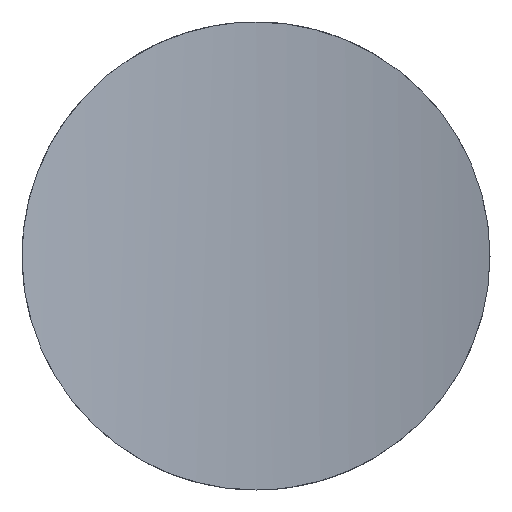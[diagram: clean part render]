
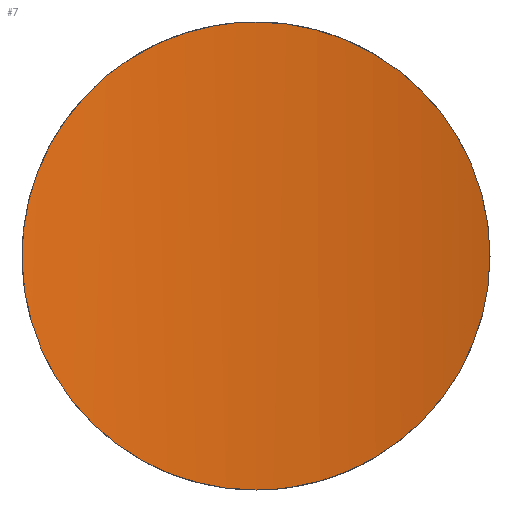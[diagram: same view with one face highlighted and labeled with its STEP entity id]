
A CAD part, front view. The second image highlights one B-rep face of the part: STEP entity #7.
In plain terms, the highlighted cylindrical face has radius 17.462 mm (diameter 34.925 mm), a partial arc.
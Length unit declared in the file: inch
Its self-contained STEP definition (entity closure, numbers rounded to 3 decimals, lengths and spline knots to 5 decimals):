
#7 = ADVANCED_FACE ( 'NONE', ( #39 ), #62, .F. ) ;
#39 = FACE_OUTER_BOUND ( 'NONE', #407, .T. ) ;
#62 = CYLINDRICAL_SURFACE ( 'NONE', #87, 0.6875 ) ;
#78 = CARTESIAN_POINT ( 'NONE',  ( 0.04885, 0.09787, -0.18144 ) ) ;
#79 = CARTESIAN_POINT ( 'NONE',  ( 0., 0.0995, -0.1875 ) ) ;
#80 = CARTESIAN_POINT ( 'NONE',  ( 0.01245, 0.0995, -0.1875 ) ) ;
#81 = CARTESIAN_POINT ( 'NONE',  ( 0.02471, 0.09916, -0.18627 ) ) ;
#82 = CARTESIAN_POINT ( 'NONE',  ( 0.06081, 0.0969, -0.17779 ) ) ;
#87 = AXIS2_PLACEMENT_3D ( 'NONE', #473, #474, #472 ) ;
#97 = EDGE_CURVE ( 'NONE', #379, #372, #324, .T. ) ;
#106 = EDGE_CURVE ( 'NONE', #372, #379, #140, .T. ) ;
#140 = B_SPLINE_CURVE_WITH_KNOTS ( 'NONE', 3,
 ( #297, #246, #247, #248, #249, #250, #251, #252, #253, #254, #255, #256, #257, #258, #259, #260, #261, #262, #263, #264, #265, #266, #267, #268, #269, #270, #271, #272, #273, #274, #275, #276, #277, #278, #279, #280, #281, #282 ),
 .UNSPECIFIED., .F., .F.,
 ( 4, 2, 2, 2, 2, 2, 2, 2, 2, 2, 2, 2, 2, 2, 2, 2, 2, 2, 4 ),
 ( 0., 0.00094, 0.00187, 0.00281, 0.00374, 0.00468, 0.00561, 0.00608, 0.00655, 0.00748, 0.00842, 0.00935, 0.01029, 0.01122, 0.01216, 0.01309, 0.01403, 0.01449, 0.01496 ),
 .UNSPECIFIED. ) ;
#176 = CARTESIAN_POINT ( 'NONE',  ( 0.06061, 0.09692, 0.17785 ) ) ;
#178 = CARTESIAN_POINT ( 'NONE',  ( 0.1145, 0.08998, 0.14898 ) ) ;
#181 = CARTESIAN_POINT ( 'NONE',  ( 0.04889, 0.09787, 0.18144 ) ) ;
#182 = CARTESIAN_POINT ( 'NONE',  ( 0.08321, 0.09454, 0.16847 ) ) ;
#184 = CARTESIAN_POINT ( 'NONE',  ( 0.09418, 0.0931, 0.16259 ) ) ;
#189 = CARTESIAN_POINT ( 'NONE',  ( 0.02454, 0.09917, 0.1863 ) ) ;
#197 = CARTESIAN_POINT ( 'NONE',  ( 0., 0.0995, 0.1875 ) ) ;
#198 = CARTESIAN_POINT ( 'NONE',  ( 0.01227, 0.0995, 0.1875 ) ) ;
#246 = CARTESIAN_POINT ( 'NONE',  ( -0.01245, 0.0995, -0.1875 ) ) ;
#247 = CARTESIAN_POINT ( 'NONE',  ( -0.02468, 0.09916, -0.18627 ) ) ;
#248 = CARTESIAN_POINT ( 'NONE',  ( -0.04873, 0.09788, -0.18147 ) ) ;
#249 = CARTESIAN_POINT ( 'NONE',  ( -0.06067, 0.09691, -0.17784 ) ) ;
#250 = CARTESIAN_POINT ( 'NONE',  ( -0.08336, 0.09452, -0.1684 ) ) ;
#251 = CARTESIAN_POINT ( 'NONE',  ( -0.09411, 0.09311, -0.16263 ) ) ;
#252 = CARTESIAN_POINT ( 'NONE',  ( -0.11444, 0.08999, -0.14902 ) ) ;
#253 = CARTESIAN_POINT ( 'NONE',  ( -0.12403, 0.08828, -0.14115 ) ) ;
#254 = CARTESIAN_POINT ( 'NONE',  ( -0.14123, 0.0849, -0.12393 ) ) ;
#255 = CARTESIAN_POINT ( 'NONE',  ( -0.14897, 0.0832, -0.11453 ) ) ;
#256 = CARTESIAN_POINT ( 'NONE',  ( -0.16267, 0.08001, -0.09405 ) ) ;
#257 = CARTESIAN_POINT ( 'NONE',  ( -0.16846, 0.07856, -0.08323 ) ) ;
#258 = CARTESIAN_POINT ( 'NONE',  ( -0.17548, 0.07673, -0.06633 ) ) ;
#259 = CARTESIAN_POINT ( 'NONE',  ( -0.17755, 0.07618, -0.06057 ) ) ;
#260 = CARTESIAN_POINT ( 'NONE',  ( -0.18114, 0.07521, -0.0488 ) ) ;
#261 = CARTESIAN_POINT ( 'NONE',  ( -0.18266, 0.07479, -0.04276 ) ) ;
#262 = CARTESIAN_POINT ( 'NONE',  ( -0.18629, 0.07378, -0.02458 ) ) ;
#263 = CARTESIAN_POINT ( 'NONE',  ( -0.18749, 0.07344, -0.01238 ) ) ;
#264 = CARTESIAN_POINT ( 'NONE',  ( -0.18751, 0.07344, 0.01221 ) ) ;
#265 = CARTESIAN_POINT ( 'NONE',  ( -0.18627, 0.07379, 0.02471 ) ) ;
#266 = CARTESIAN_POINT ( 'NONE',  ( -0.18145, 0.07513, 0.0488 ) ) ;
#267 = CARTESIAN_POINT ( 'NONE',  ( -0.17789, 0.0761, 0.06052 ) ) ;
#268 = CARTESIAN_POINT ( 'NONE',  ( -0.16843, 0.07857, 0.0833 ) ) ;
#269 = CARTESIAN_POINT ( 'NONE',  ( -0.16259, 0.08003, 0.09417 ) ) ;
#270 = CARTESIAN_POINT ( 'NONE',  ( -0.14904, 0.08319, 0.11442 ) ) ;
#271 = CARTESIAN_POINT ( 'NONE',  ( -0.14122, 0.0849, 0.12395 ) ) ;
#272 = CARTESIAN_POINT ( 'NONE',  ( -0.12387, 0.08831, 0.14129 ) ) ;
#273 = CARTESIAN_POINT ( 'NONE',  ( -0.11447, 0.08998, 0.149 ) ) ;
#274 = CARTESIAN_POINT ( 'NONE',  ( -0.0942, 0.09309, 0.16258 ) ) ;
#275 = CARTESIAN_POINT ( 'NONE',  ( -0.08322, 0.09454, 0.16847 ) ) ;
#276 = CARTESIAN_POINT ( 'NONE',  ( -0.06059, 0.09692, 0.17786 ) ) ;
#277 = CARTESIAN_POINT ( 'NONE',  ( -0.0489, 0.09787, 0.18143 ) ) ;
#278 = CARTESIAN_POINT ( 'NONE',  ( -0.03077, 0.09884, 0.18506 ) ) ;
#279 = CARTESIAN_POINT ( 'NONE',  ( -0.02459, 0.09909, 0.18598 ) ) ;
#280 = CARTESIAN_POINT ( 'NONE',  ( -0.01228, 0.09942, 0.1872 ) ) ;
#281 = CARTESIAN_POINT ( 'NONE',  ( -0.00614, 0.0995, 0.1875 ) ) ;
#282 = CARTESIAN_POINT ( 'NONE',  ( 0., 0.0995, 0.1875 ) ) ;
#297 = CARTESIAN_POINT ( 'NONE',  ( 0., 0.0995, -0.1875 ) ) ;
#324 = B_SPLINE_CURVE_WITH_KNOTS ( 'NONE', 3,
 ( #197, #198, #189, #181, #176, #182, #184, #178, #508, #513, #506, #511, #507, #514, #510, #509, #515, #512, #452, #451, #453, #450, #447, #448, #449, #444, #441, #445, #442, #446, #443, #82, #78, #81, #80, #79 ),
 .UNSPECIFIED., .F., .F.,
 ( 4, 2, 2, 2, 2, 2, 2, 2, 2, 2, 2, 2, 2, 2, 2, 2, 2, 4 ),
 ( 0.01496, 0.0159, 0.01683, 0.01777, 0.0187, 0.01963, 0.02057, 0.0215, 0.02197, 0.02244, 0.02337, 0.02431, 0.02524, 0.02618, 0.02711, 0.02805, 0.02898, 0.02992 ),
 .UNSPECIFIED. ) ;
#339 = ORIENTED_EDGE ( 'NONE', *, *, #106, .F. ) ;
#372 = VERTEX_POINT ( 'NONE', #646 ) ;
#379 = VERTEX_POINT ( 'NONE', #641 ) ;
#402 = ORIENTED_EDGE ( 'NONE', *, *, #97, .F. ) ;
#407 = EDGE_LOOP ( 'NONE', ( #339, #402 ) ) ;
#441 = CARTESIAN_POINT ( 'NONE',  ( 0.14124, 0.08489, -0.12391 ) ) ;
#442 = CARTESIAN_POINT ( 'NONE',  ( 0.11452, 0.08997, -0.14897 ) ) ;
#443 = CARTESIAN_POINT ( 'NONE',  ( 0.0834, 0.09452, -0.16838 ) ) ;
#444 = CARTESIAN_POINT ( 'NONE',  ( 0.14903, 0.08319, -0.11444 ) ) ;
#445 = CARTESIAN_POINT ( 'NONE',  ( 0.12406, 0.08827, -0.14112 ) ) ;
#446 = CARTESIAN_POINT ( 'NONE',  ( 0.09414, 0.0931, -0.16262 ) ) ;
#447 = CARTESIAN_POINT ( 'NONE',  ( 0.17785, 0.07611, -0.06061 ) ) ;
#448 = CARTESIAN_POINT ( 'NONE',  ( 0.16847, 0.07856, -0.08321 ) ) ;
#449 = CARTESIAN_POINT ( 'NONE',  ( 0.16271, 0.08, -0.09398 ) ) ;
#450 = CARTESIAN_POINT ( 'NONE',  ( 0.1815, 0.07511, -0.04864 ) ) ;
#451 = CARTESIAN_POINT ( 'NONE',  ( 0.1875, 0.07344, -0.01232 ) ) ;
#452 = CARTESIAN_POINT ( 'NONE',  ( 0.1875, 0.07344, 0.00622 ) ) ;
#453 = CARTESIAN_POINT ( 'NONE',  ( 0.18629, 0.07378, -0.02453 ) ) ;
#472 = DIRECTION ( 'NONE',  ( 1., 0., 0. ) ) ;
#473 = CARTESIAN_POINT ( 'NONE',  ( 0., -0.588, -0.5 ) ) ;
#474 = DIRECTION ( 'NONE',  ( 0., 0., 1. ) ) ;
#506 = CARTESIAN_POINT ( 'NONE',  ( 0.14905, 0.08318, 0.1144 ) ) ;
#507 = CARTESIAN_POINT ( 'NONE',  ( 0.16837, 0.07858, 0.08343 ) ) ;
#508 = CARTESIAN_POINT ( 'NONE',  ( 0.1239, 0.0883, 0.14126 ) ) ;
#509 = CARTESIAN_POINT ( 'NONE',  ( 0.18505, 0.07413, 0.03082 ) ) ;
#510 = CARTESIAN_POINT ( 'NONE',  ( 0.18144, 0.07513, 0.04883 ) ) ;
#511 = CARTESIAN_POINT ( 'NONE',  ( 0.16259, 0.08003, 0.09418 ) ) ;
#512 = CARTESIAN_POINT ( 'NONE',  ( 0.18719, 0.07353, 0.01247 ) ) ;
#513 = CARTESIAN_POINT ( 'NONE',  ( 0.14119, 0.0849, 0.12398 ) ) ;
#514 = CARTESIAN_POINT ( 'NONE',  ( 0.17787, 0.07611, 0.06059 ) ) ;
#515 = CARTESIAN_POINT ( 'NONE',  ( 0.18596, 0.07387, 0.02475 ) ) ;
#641 = CARTESIAN_POINT ( 'NONE',  ( 0., 0.0995, 0.1875 ) ) ;
#646 = CARTESIAN_POINT ( 'NONE',  ( 0., 0.0995, -0.1875 ) ) ;
